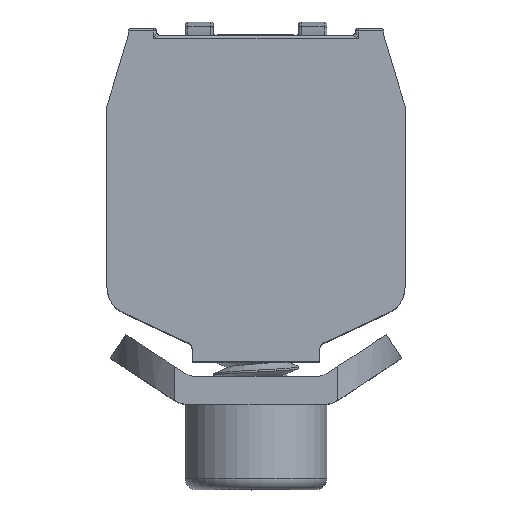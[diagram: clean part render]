
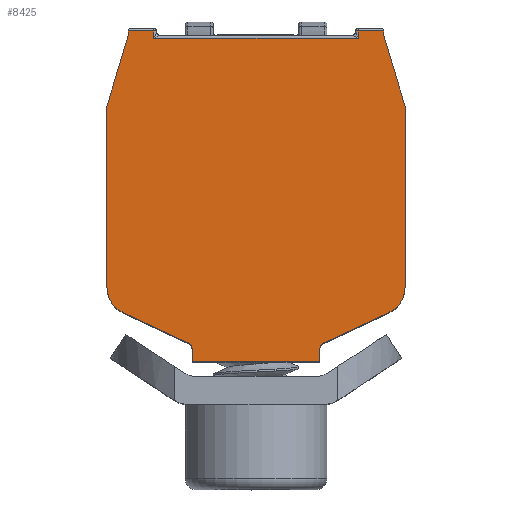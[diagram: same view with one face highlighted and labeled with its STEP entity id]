
A CAD part, top view. The second image highlights one B-rep face of the part: STEP entity #8425.
In plain terms, the highlighted planar face has unit normal (0, 0, 1).
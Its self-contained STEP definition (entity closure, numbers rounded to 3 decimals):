
#304=PLANE('',#9176);
#525=LINE('',#14072,#1045);
#526=LINE('',#14074,#1046);
#527=LINE('',#14076,#1047);
#528=LINE('',#14078,#1048);
#529=LINE('',#14082,#1049);
#530=LINE('',#14086,#1050);
#531=LINE('',#14088,#1051);
#532=LINE('',#14090,#1052);
#533=LINE('',#14094,#1053);
#534=LINE('',#14098,#1054);
#535=LINE('',#14100,#1055);
#536=LINE('',#14102,#1056);
#537=LINE('',#14104,#1057);
#538=LINE('',#14106,#1058);
#539=LINE('',#14108,#1059);
#540=LINE('',#14109,#1060);
#1045=VECTOR('',#10475,10.);
#1046=VECTOR('',#10476,10.);
#1047=VECTOR('',#10477,10.);
#1048=VECTOR('',#10478,10.);
#1049=VECTOR('',#10481,10.);
#1050=VECTOR('',#10484,10.);
#1051=VECTOR('',#10485,10.);
#1052=VECTOR('',#10486,10.);
#1053=VECTOR('',#10489,10.);
#1054=VECTOR('',#10492,10.);
#1055=VECTOR('',#10493,10.);
#1056=VECTOR('',#10494,10.);
#1057=VECTOR('',#10495,10.);
#1058=VECTOR('',#10496,10.);
#1059=VECTOR('',#10497,10.);
#1060=VECTOR('',#10498,10.);
#1751=FACE_OUTER_BOUND('',#2313,.T.);
#2313=EDGE_LOOP('',(#5963,#5964,#5965,#5966,#5967,#5968,#5969,#5970,#5971,
#5972,#5973,#5974,#5975,#5976,#5977,#5978,#5979,#5980,#5981,#5982));
#3087=CIRCLE('',#9177,2.);
#3088=CIRCLE('',#9178,0.5);
#3089=CIRCLE('',#9179,0.5);
#3090=CIRCLE('',#9180,2.);
#3677=VERTEX_POINT('',#14070);
#3678=VERTEX_POINT('',#14071);
#3679=VERTEX_POINT('',#14073);
#3680=VERTEX_POINT('',#14075);
#3681=VERTEX_POINT('',#14077);
#3682=VERTEX_POINT('',#14079);
#3683=VERTEX_POINT('',#14081);
#3684=VERTEX_POINT('',#14083);
#3685=VERTEX_POINT('',#14085);
#3686=VERTEX_POINT('',#14087);
#3687=VERTEX_POINT('',#14089);
#3688=VERTEX_POINT('',#14091);
#3689=VERTEX_POINT('',#14093);
#3690=VERTEX_POINT('',#14095);
#3691=VERTEX_POINT('',#14097);
#3692=VERTEX_POINT('',#14099);
#3693=VERTEX_POINT('',#14101);
#3694=VERTEX_POINT('',#14103);
#3695=VERTEX_POINT('',#14105);
#3696=VERTEX_POINT('',#14107);
#4522=EDGE_CURVE('',#3677,#3678,#525,.T.);
#4523=EDGE_CURVE('',#3677,#3679,#526,.T.);
#4524=EDGE_CURVE('',#3679,#3680,#527,.T.);
#4525=EDGE_CURVE('',#3681,#3680,#528,.T.);
#4526=EDGE_CURVE('',#3682,#3681,#3087,.T.);
#4527=EDGE_CURVE('',#3682,#3683,#529,.T.);
#4528=EDGE_CURVE('',#3684,#3683,#3088,.T.);
#4529=EDGE_CURVE('',#3684,#3685,#530,.T.);
#4530=EDGE_CURVE('',#3685,#3686,#531,.T.);
#4531=EDGE_CURVE('',#3687,#3686,#532,.T.);
#4532=EDGE_CURVE('',#3688,#3687,#3089,.T.);
#4533=EDGE_CURVE('',#3688,#3689,#533,.T.);
#4534=EDGE_CURVE('',#3690,#3689,#3090,.T.);
#4535=EDGE_CURVE('',#3691,#3690,#534,.T.);
#4536=EDGE_CURVE('',#3691,#3692,#535,.T.);
#4537=EDGE_CURVE('',#3692,#3693,#536,.T.);
#4538=EDGE_CURVE('',#3694,#3693,#537,.T.);
#4539=EDGE_CURVE('',#3695,#3694,#538,.T.);
#4540=EDGE_CURVE('',#3696,#3695,#539,.T.);
#4541=EDGE_CURVE('',#3678,#3696,#540,.T.);
#5963=ORIENTED_EDGE('',*,*,#4522,.F.);
#5964=ORIENTED_EDGE('',*,*,#4523,.T.);
#5965=ORIENTED_EDGE('',*,*,#4524,.T.);
#5966=ORIENTED_EDGE('',*,*,#4525,.F.);
#5967=ORIENTED_EDGE('',*,*,#4526,.F.);
#5968=ORIENTED_EDGE('',*,*,#4527,.T.);
#5969=ORIENTED_EDGE('',*,*,#4528,.F.);
#5970=ORIENTED_EDGE('',*,*,#4529,.T.);
#5971=ORIENTED_EDGE('',*,*,#4530,.T.);
#5972=ORIENTED_EDGE('',*,*,#4531,.F.);
#5973=ORIENTED_EDGE('',*,*,#4532,.F.);
#5974=ORIENTED_EDGE('',*,*,#4533,.T.);
#5975=ORIENTED_EDGE('',*,*,#4534,.F.);
#5976=ORIENTED_EDGE('',*,*,#4535,.F.);
#5977=ORIENTED_EDGE('',*,*,#4536,.T.);
#5978=ORIENTED_EDGE('',*,*,#4537,.T.);
#5979=ORIENTED_EDGE('',*,*,#4538,.F.);
#5980=ORIENTED_EDGE('',*,*,#4539,.F.);
#5981=ORIENTED_EDGE('',*,*,#4540,.F.);
#5982=ORIENTED_EDGE('',*,*,#4541,.F.);
#8425=ADVANCED_FACE('',(#1751),#304,.T.);
#9176=AXIS2_PLACEMENT_3D('',#14069,#10473,#10474);
#9177=AXIS2_PLACEMENT_3D('',#14080,#10479,#10480);
#9178=AXIS2_PLACEMENT_3D('',#14084,#10482,#10483);
#9179=AXIS2_PLACEMENT_3D('',#14092,#10487,#10488);
#9180=AXIS2_PLACEMENT_3D('',#14096,#10490,#10491);
#10473=DIRECTION('center_axis',(0.,0.,1.));
#10474=DIRECTION('ref_axis',(1.,0.,0.));
#10475=DIRECTION('',(1.,0.,0.));
#10476=DIRECTION('',(0.,-1.,0.));
#10477=DIRECTION('',(-0.287,-0.958,0.));
#10478=DIRECTION('',(0.,1.,0.));
#10479=DIRECTION('center_axis',(0.,0.,-1.));
#10480=DIRECTION('ref_axis',(-0.843,-0.537,0.));
#10481=DIRECTION('',(0.906,-0.423,0.));
#10482=DIRECTION('center_axis',(0.,0.,1.));
#10483=DIRECTION('ref_axis',(0.843,0.537,0.));
#10484=DIRECTION('',(0.,-1.,0.));
#10485=DIRECTION('',(1.,0.,0.));
#10486=DIRECTION('',(0.,-1.,0.));
#10487=DIRECTION('center_axis',(0.,0.,1.));
#10488=DIRECTION('ref_axis',(-0.843,0.537,0.));
#10489=DIRECTION('',(0.906,0.423,0.));
#10490=DIRECTION('center_axis',(0.,0.,-1.));
#10491=DIRECTION('ref_axis',(0.843,-0.537,0.));
#10492=DIRECTION('',(0.,-1.,0.));
#10493=DIRECTION('',(-0.287,0.958,0.));
#10494=DIRECTION('',(0.,1.,0.));
#10495=DIRECTION('',(1.,0.,0.));
#10496=DIRECTION('',(0.,1.,0.));
#10497=DIRECTION('',(1.,0.,0.));
#10498=DIRECTION('',(0.,-1.,0.));
#14069=CARTESIAN_POINT('Origin',(10.5,11.15,55.));
#14070=CARTESIAN_POINT('',(1.5,22.1,55.));
#14071=CARTESIAN_POINT('',(3.3,22.1,55.));
#14072=CARTESIAN_POINT('',(5.25,22.1,55.));
#14073=CARTESIAN_POINT('',(1.5,21.8,55.));
#14074=CARTESIAN_POINT('',(1.5,16.475,55.));
#14075=CARTESIAN_POINT('',(0.,16.8,55.));
#14076=CARTESIAN_POINT('',(-0.344,15.653,55.));
#14077=CARTESIAN_POINT('',(0.,4.072,55.));
#14078=CARTESIAN_POINT('',(0.,22.3,55.));
#14079=CARTESIAN_POINT('',(1.155,2.259,55.));
#14080=CARTESIAN_POINT('Origin',(2.,4.072,55.));
#14081=CARTESIAN_POINT('',(5.711,0.135,55.));
#14082=CARTESIAN_POINT('',(5.713,0.134,55.));
#14083=CARTESIAN_POINT('',(6.,-0.319,55.));
#14084=CARTESIAN_POINT('Origin',(5.5,-0.319,55.));
#14085=CARTESIAN_POINT('',(6.,-1.2,55.));
#14086=CARTESIAN_POINT('',(6.,0.,55.));
#14087=CARTESIAN_POINT('',(15.,-1.2,55.));
#14088=CARTESIAN_POINT('',(15.,-1.2,55.));
#14089=CARTESIAN_POINT('',(15.,-0.319,55.));
#14090=CARTESIAN_POINT('',(15.,0.,55.));
#14091=CARTESIAN_POINT('',(15.289,0.135,55.));
#14092=CARTESIAN_POINT('Origin',(15.5,-0.319,55.));
#14093=CARTESIAN_POINT('',(19.845,2.259,55.));
#14094=CARTESIAN_POINT('',(18.287,1.533,55.));
#14095=CARTESIAN_POINT('',(21.,4.072,55.));
#14096=CARTESIAN_POINT('Origin',(19.,4.072,55.));
#14097=CARTESIAN_POINT('',(21.,16.8,55.));
#14098=CARTESIAN_POINT('',(21.,0.,55.));
#14099=CARTESIAN_POINT('',(19.5,21.8,55.));
#14100=CARTESIAN_POINT('',(20.594,18.153,55.));
#14101=CARTESIAN_POINT('',(19.5,22.1,55.));
#14102=CARTESIAN_POINT('',(19.5,16.725,55.));
#14103=CARTESIAN_POINT('',(17.7,22.1,55.));
#14104=CARTESIAN_POINT('',(5.25,22.1,55.));
#14105=CARTESIAN_POINT('',(17.7,21.6,55.));
#14106=CARTESIAN_POINT('',(17.7,16.475,55.));
#14107=CARTESIAN_POINT('',(3.3,21.6,55.));
#14108=CARTESIAN_POINT('',(7.,21.6,55.));
#14109=CARTESIAN_POINT('',(3.3,16.725,55.));
